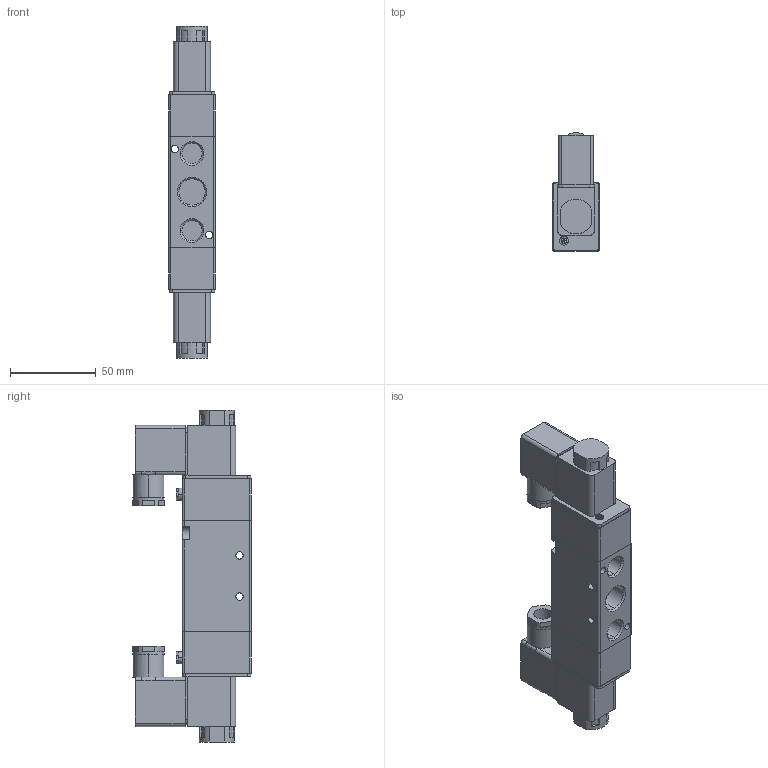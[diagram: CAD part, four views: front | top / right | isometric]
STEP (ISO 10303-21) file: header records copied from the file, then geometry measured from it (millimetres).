
FILE_DESCRIPTION (( 'STEP AP203' ), '1' );
FILE_NAME ('4V320-10-D.STEP', '2017-12-04T22:00:51', ( '' ), ( '' ), 'SwSTEP 2.0', 'SolidWorks 2016', '' );
FILE_SCHEMA (( 'CONFIG_CONTROL_DESIGN' ));
Length unit declared in the file: millimetre
Products named in the file (1): 4V320-10-D
Bounding box: 27 x 68.9 x 193.2 mm (x, y, z)
Volume: 185579.7 mm3; surface area: 66353.3 mm2
Topology: 24 solids, 24 shells, 599 faces, 1485 edges, 959 vertices
Faces by surface type: plane 340, cylinder 207, cone 40, bspline 12
Entity records: 18404 total; most frequent: CARTESIAN_POINT 3814, DIRECTION 3087, ORIENTED_EDGE 2950, EDGE_CURVE 1475, AXIS2_PLACEMENT_3D 1080, VERTEX_POINT 959, LINE 927, VECTOR 927
